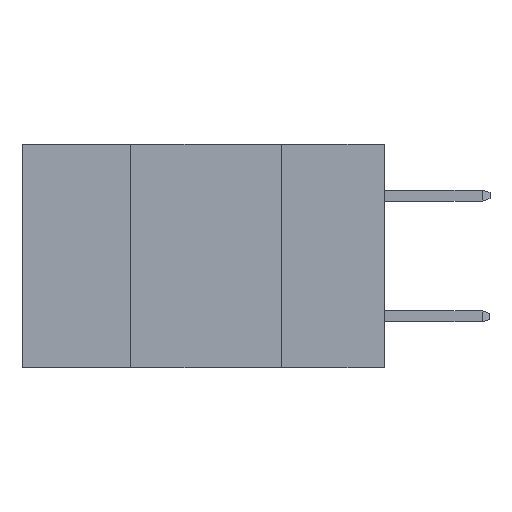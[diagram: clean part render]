
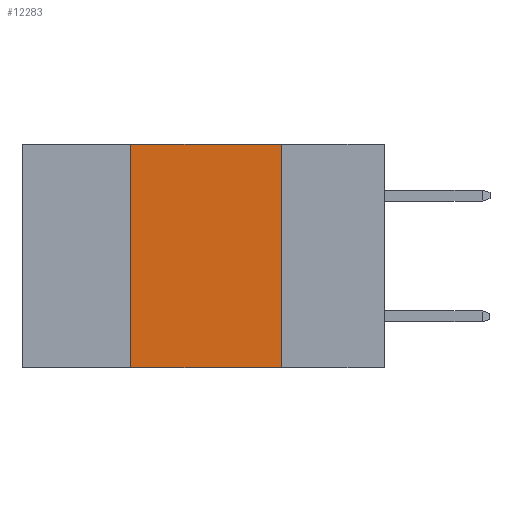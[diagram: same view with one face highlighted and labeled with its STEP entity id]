
A CAD part, left-side view. The second image highlights one B-rep face of the part: STEP entity #12283.
In plain terms, the highlighted planar face has unit normal (-1, 0, 0).
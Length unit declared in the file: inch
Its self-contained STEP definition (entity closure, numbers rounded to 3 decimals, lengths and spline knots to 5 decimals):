
#664 = CARTESIAN_POINT ( 'NONE',  ( 0., 0.6, 0. ) ) ;
#993 = VECTOR ( 'NONE', #5222, 39.37008 ) ;
#1318 = CARTESIAN_POINT ( 'NONE',  ( 0., 0.17, 0. ) ) ;
#1712 = PLANE ( 'NONE',  #4673 ) ;
#2784 = DIRECTION ( 'NONE',  ( 1., 0., 0. ) ) ;
#2974 = CARTESIAN_POINT ( 'NONE',  ( 0., 0.42, -0.37 ) ) ;
#3755 = ORIENTED_EDGE ( 'NONE', *, *, #9972, .T. ) ;
#3831 = LINE ( 'NONE', #5408, #993 ) ;
#3862 = CARTESIAN_POINT ( 'NONE',  ( 0., 0.6, 0. ) ) ;
#3944 = DIRECTION ( 'NONE',  ( 0., -1., 0. ) ) ;
#4495 = CARTESIAN_POINT ( 'NONE',  ( 0., 0.42, 0. ) ) ;
#4643 = VERTEX_POINT ( 'NONE', #1318 ) ;
#4673 = AXIS2_PLACEMENT_3D ( 'NONE', #664, #2784, #10284 ) ;
#5165 = VECTOR ( 'NONE', #7759, 39.37008 ) ;
#5222 = DIRECTION ( 'NONE',  ( 0., -1., 0. ) ) ;
#5408 = CARTESIAN_POINT ( 'NONE',  ( 0., 0.6, -0.37 ) ) ;
#6062 = FACE_OUTER_BOUND ( 'NONE', #10181, .T. ) ;
#6455 = EDGE_CURVE ( 'NONE', #4643, #12878, #13264, .T. ) ;
#6610 = VECTOR ( 'NONE', #3944, 39.37008 ) ;
#7040 = VERTEX_POINT ( 'NONE', #2974 ) ;
#7759 = DIRECTION ( 'NONE',  ( 0., 0., -1. ) ) ;
#7910 = EDGE_CURVE ( 'NONE', #7040, #8613, #9790, .T. ) ;
#8613 = VERTEX_POINT ( 'NONE', #4495 ) ;
#9404 = LINE ( 'NONE', #3862, #6610 ) ;
#9540 = CARTESIAN_POINT ( 'NONE',  ( 0., 0.17, 0. ) ) ;
#9790 = LINE ( 'NONE', #11724, #12351 ) ;
#9972 = EDGE_CURVE ( 'NONE', #7040, #12878, #3831, .T. ) ;
#10181 = EDGE_LOOP ( 'NONE', ( #12579, #11967, #12173, #3755 ) ) ;
#10182 = DIRECTION ( 'NONE',  ( 0., 0., 1. ) ) ;
#10187 = CARTESIAN_POINT ( 'NONE',  ( 0., 0.17, -0.37 ) ) ;
#10221 = EDGE_CURVE ( 'NONE', #8613, #4643, #9404, .T. ) ;
#10284 = DIRECTION ( 'NONE',  ( 0., 0., -1. ) ) ;
#11724 = CARTESIAN_POINT ( 'NONE',  ( 0., 0.42, 0. ) ) ;
#11967 = ORIENTED_EDGE ( 'NONE', *, *, #10221, .F. ) ;
#12173 = ORIENTED_EDGE ( 'NONE', *, *, #7910, .F. ) ;
#12283 = ADVANCED_FACE ( 'NONE', ( #6062 ), #1712, .F. ) ;
#12351 = VECTOR ( 'NONE', #10182, 39.37008 ) ;
#12579 = ORIENTED_EDGE ( 'NONE', *, *, #6455, .F. ) ;
#12878 = VERTEX_POINT ( 'NONE', #10187 ) ;
#13264 = LINE ( 'NONE', #9540, #5165 ) ;
